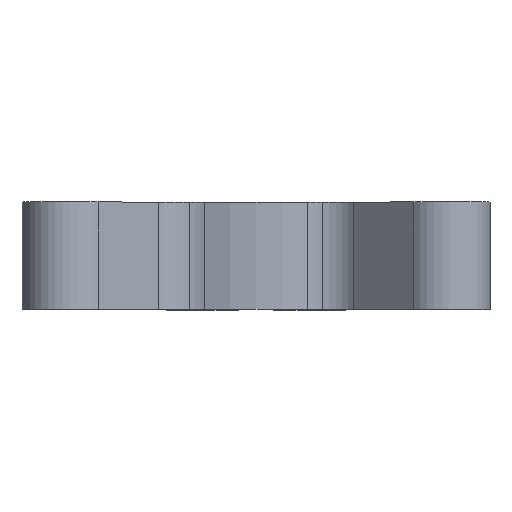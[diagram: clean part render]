
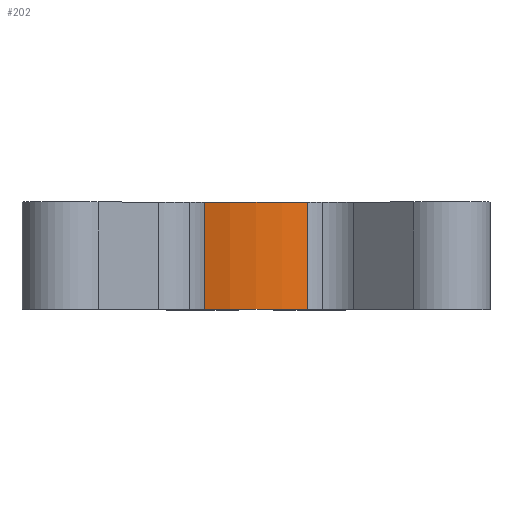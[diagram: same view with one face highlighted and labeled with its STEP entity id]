
A CAD part, top view. The second image highlights one B-rep face of the part: STEP entity #202.
In plain terms, the highlighted cylindrical face has radius 11.287 mm (diameter 22.575 mm), a partial arc.
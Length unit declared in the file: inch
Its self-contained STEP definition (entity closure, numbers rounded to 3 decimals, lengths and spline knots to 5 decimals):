
#18 = CIRCLE ( 'NONE', #184, 0.44439 ) ;
#44 = ORIENTED_EDGE ( 'NONE', *, *, #446, .T. ) ;
#164 = VERTEX_POINT ( 'NONE', #667 ) ;
#184 = AXIS2_PLACEMENT_3D ( 'NONE', #1167, #341, #1299 ) ;
#202 = ADVANCED_FACE ( 'NONE', ( #1006 ), #686, .T. ) ;
#297 = ORIENTED_EDGE ( 'NONE', *, *, #1610, .T. ) ;
#321 = DIRECTION ( 'NONE',  ( 0., -1., 0. ) ) ;
#341 = DIRECTION ( 'NONE',  ( 0., 1., 0. ) ) ;
#428 = CARTESIAN_POINT ( 'NONE',  ( -0.14435, 0., 0.42029 ) ) ;
#446 = EDGE_CURVE ( 'NONE', #997, #1457, #18, .T. ) ;
#448 = EDGE_LOOP ( 'NONE', ( #44, #665, #1213, #297 ) ) ;
#544 = CARTESIAN_POINT ( 'NONE',  ( 0., 0.3, 0. ) ) ;
#628 = DIRECTION ( 'NONE',  ( 0., 1., 0. ) ) ;
#665 = ORIENTED_EDGE ( 'NONE', *, *, #1090, .T. ) ;
#667 = CARTESIAN_POINT ( 'NONE',  ( 0.14435, 0.3, 0.42029 ) ) ;
#686 = CYLINDRICAL_SURFACE ( 'NONE', #1223, 0.44439 ) ;
#758 = CARTESIAN_POINT ( 'NONE',  ( -0.14435, 0.3, 0.42029 ) ) ;
#780 = CARTESIAN_POINT ( 'NONE',  ( 0.14435, 0.3, 0.42029 ) ) ;
#867 = VECTOR ( 'NONE', #321, 39.37008 ) ;
#921 = DIRECTION ( 'NONE',  ( 0., 1., 0. ) ) ;
#982 = CARTESIAN_POINT ( 'NONE',  ( 0.14435, 0., 0.42029 ) ) ;
#997 = VERTEX_POINT ( 'NONE', #428 ) ;
#1006 = FACE_OUTER_BOUND ( 'NONE', #448, .T. ) ;
#1051 = CIRCLE ( 'NONE', #1152, 0.44439 ) ;
#1090 = EDGE_CURVE ( 'NONE', #1457, #164, #1750, .T. ) ;
#1152 = AXIS2_PLACEMENT_3D ( 'NONE', #1461, #628, #1598 ) ;
#1167 = CARTESIAN_POINT ( 'NONE',  ( 0., 0., 0. ) ) ;
#1213 = ORIENTED_EDGE ( 'NONE', *, *, #1726, .F. ) ;
#1223 = AXIS2_PLACEMENT_3D ( 'NONE', #544, #1643, #1783 ) ;
#1281 = CARTESIAN_POINT ( 'NONE',  ( -0.14435, 0.3, 0.42029 ) ) ;
#1299 = DIRECTION ( 'NONE',  ( 0., 0., 1. ) ) ;
#1384 = VECTOR ( 'NONE', #921, 39.37008 ) ;
#1457 = VERTEX_POINT ( 'NONE', #982 ) ;
#1461 = CARTESIAN_POINT ( 'NONE',  ( 0., 0.3, 0. ) ) ;
#1598 = DIRECTION ( 'NONE',  ( 0., 0., 1. ) ) ;
#1610 = EDGE_CURVE ( 'NONE', #1686, #997, #1633, .T. ) ;
#1633 = LINE ( 'NONE', #1281, #867 ) ;
#1643 = DIRECTION ( 'NONE',  ( 0., -1., 0. ) ) ;
#1686 = VERTEX_POINT ( 'NONE', #758 ) ;
#1726 = EDGE_CURVE ( 'NONE', #1686, #164, #1051, .T. ) ;
#1750 = LINE ( 'NONE', #780, #1384 ) ;
#1783 = DIRECTION ( 'NONE',  ( 0., 0., -1. ) ) ;
